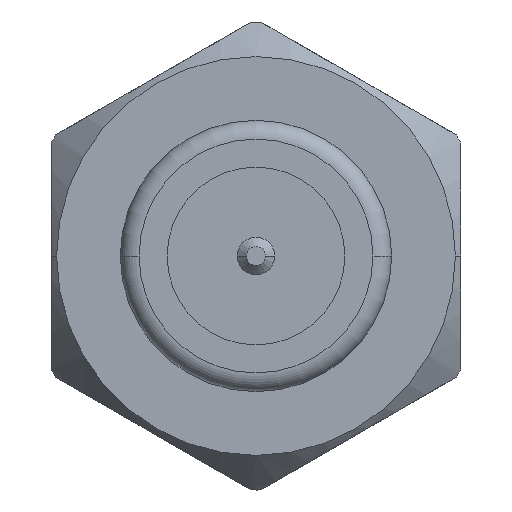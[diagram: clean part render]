
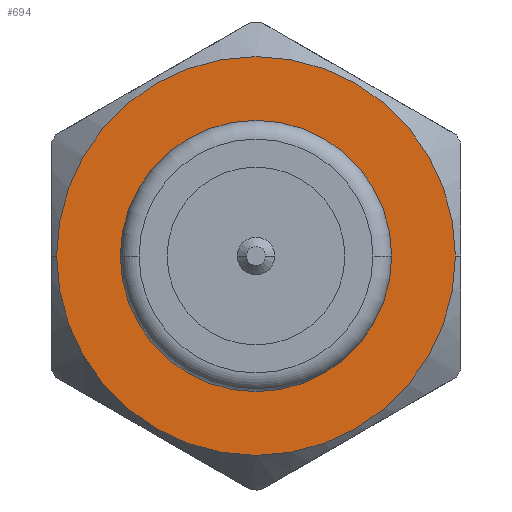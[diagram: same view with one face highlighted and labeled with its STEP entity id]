
A CAD part, left-side view. The second image highlights one B-rep face of the part: STEP entity #694.
In plain terms, the highlighted planar face has unit normal (-1, 0, 0).
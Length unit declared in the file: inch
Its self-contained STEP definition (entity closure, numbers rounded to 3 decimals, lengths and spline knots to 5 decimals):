
#130 = ORIENTED_EDGE ( 'NONE', *, *, #2015, .F. ) ;
#183 = EDGE_CURVE ( 'NONE', #1747, #1500, #1720, .T. ) ;
#244 = EDGE_CURVE ( 'NONE', #1191, #1319, #2435, .T. ) ;
#267 = FACE_OUTER_BOUND ( 'NONE', #2067, .T. ) ;
#343 = AXIS2_PLACEMENT_3D ( 'NONE', #1024, #2020, #2200 ) ;
#400 = CARTESIAN_POINT ( 'NONE',  ( 0.27, -0.07247, 0. ) ) ;
#606 = ORIENTED_EDGE ( 'NONE', *, *, #183, .F. ) ;
#618 = DIRECTION ( 'NONE',  ( -1., 0., 0. ) ) ;
#694 = ADVANCED_FACE ( 'NONE', ( #1826, #267 ), #2258, .F. ) ;
#811 = DIRECTION ( 'NONE',  ( 0., -1., 0. ) ) ;
#837 = CARTESIAN_POINT ( 'NONE',  ( 0.27, 0., 0. ) ) ;
#848 = DIRECTION ( 'NONE',  ( -1., 0., 0. ) ) ;
#853 = AXIS2_PLACEMENT_3D ( 'NONE', #2048, #2242, #1267 ) ;
#931 = EDGE_CURVE ( 'NONE', #1319, #1191, #1525, .T. ) ;
#1024 = CARTESIAN_POINT ( 'NONE',  ( 0.27, 0., 0. ) ) ;
#1048 = DIRECTION ( 'NONE',  ( 0., -1., 0. ) ) ;
#1187 = EDGE_LOOP ( 'NONE', ( #130, #606 ) ) ;
#1191 = VERTEX_POINT ( 'NONE', #1606 ) ;
#1224 = CARTESIAN_POINT ( 'NONE',  ( 0.27, 0., 0. ) ) ;
#1242 = DIRECTION ( 'NONE',  ( -1., 0., 0. ) ) ;
#1267 = DIRECTION ( 'NONE',  ( 0., 1., 0. ) ) ;
#1319 = VERTEX_POINT ( 'NONE', #1891 ) ;
#1500 = VERTEX_POINT ( 'NONE', #400 ) ;
#1509 = ORIENTED_EDGE ( 'NONE', *, *, #931, .T. ) ;
#1513 = CARTESIAN_POINT ( 'NONE',  ( 0.27, 0.07247, 0. ) ) ;
#1525 = CIRCLE ( 'NONE', #2192, 0.1065 ) ;
#1606 = CARTESIAN_POINT ( 'NONE',  ( 0.27, -0.1065, 0. ) ) ;
#1685 = ORIENTED_EDGE ( 'NONE', *, *, #244, .T. ) ;
#1720 = CIRCLE ( 'NONE', #2004, 0.07247 ) ;
#1747 = VERTEX_POINT ( 'NONE', #1513 ) ;
#1826 = FACE_BOUND ( 'NONE', #1187, .T. ) ;
#1827 = CARTESIAN_POINT ( 'NONE',  ( 0.27, 0., 0. ) ) ;
#1877 = CIRCLE ( 'NONE', #343, 0.07247 ) ;
#1891 = CARTESIAN_POINT ( 'NONE',  ( 0.27, 0.1065, 0. ) ) ;
#2004 = AXIS2_PLACEMENT_3D ( 'NONE', #837, #618, #811 ) ;
#2009 = DIRECTION ( 'NONE',  ( 0., -1., 0. ) ) ;
#2015 = EDGE_CURVE ( 'NONE', #1500, #1747, #1877, .T. ) ;
#2020 = DIRECTION ( 'NONE',  ( -1., 0., 0. ) ) ;
#2048 = CARTESIAN_POINT ( 'NONE',  ( 0.27, 0.0875, 0. ) ) ;
#2067 = EDGE_LOOP ( 'NONE', ( #1685, #1509 ) ) ;
#2149 = AXIS2_PLACEMENT_3D ( 'NONE', #1827, #848, #1048 ) ;
#2192 = AXIS2_PLACEMENT_3D ( 'NONE', #1224, #1242, #2009 ) ;
#2200 = DIRECTION ( 'NONE',  ( 0., -1., 0. ) ) ;
#2242 = DIRECTION ( 'NONE',  ( 1., 0., 0. ) ) ;
#2258 = PLANE ( 'NONE',  #853 ) ;
#2435 = CIRCLE ( 'NONE', #2149, 0.1065 ) ;
